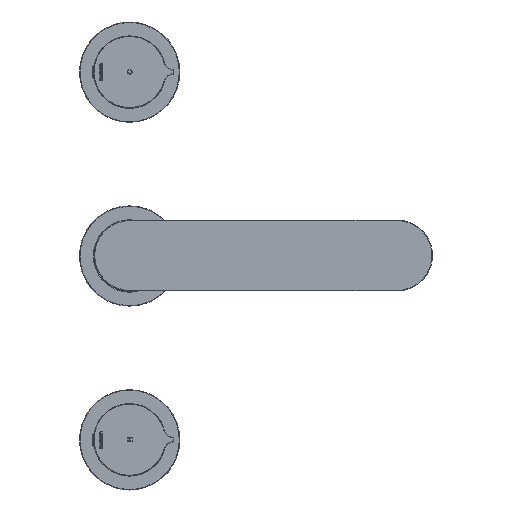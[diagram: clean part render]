
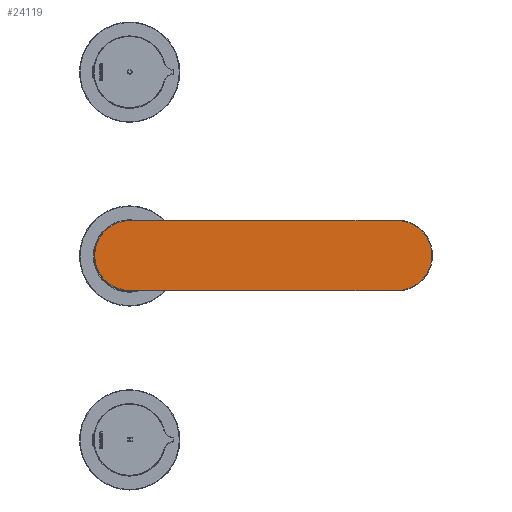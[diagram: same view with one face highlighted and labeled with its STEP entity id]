
A CAD part, top view. The second image highlights one B-rep face of the part: STEP entity #24119.
In plain terms, the highlighted planar face has unit normal (0, 0, 1).
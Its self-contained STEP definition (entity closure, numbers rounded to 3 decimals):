
#120=LINE('',#41393,#2904);
#121=LINE('',#41398,#2905);
#2904=VECTOR('',#29800,1000.);
#2905=VECTOR('',#29803,1000.);
#6062=CIRCLE('',#27913,20.9);
#6063=CIRCLE('',#27914,20.9);
#6496=PLANE('',#27912);
#7841=ORIENTED_EDGE('',*,*,#14769,.T.);
#7842=ORIENTED_EDGE('',*,*,#14770,.T.);
#7843=ORIENTED_EDGE('',*,*,#14771,.T.);
#7844=ORIENTED_EDGE('',*,*,#14772,.T.);
#14769=EDGE_CURVE('',#18247,#18248,#120,.F.);
#14770=EDGE_CURVE('',#18248,#18249,#6062,.F.);
#14771=EDGE_CURVE('',#18249,#18250,#121,.T.);
#14772=EDGE_CURVE('',#18250,#18247,#6063,.F.);
#18247=VERTEX_POINT('',#41394);
#18248=VERTEX_POINT('',#41395);
#18249=VERTEX_POINT('',#41397);
#18250=VERTEX_POINT('',#41399);
#20639=EDGE_LOOP('',(#7841,#7842,#7843,#7844));
#22370=FACE_BOUND('',#20639,.T.);
#24119=ADVANCED_FACE('',(#22370),#6496,.F.);
#27912=AXIS2_PLACEMENT_3D('',#41392,#29798,#29799);
#27913=AXIS2_PLACEMENT_3D('',#41396,#29801,#29802);
#27914=AXIS2_PLACEMENT_3D('',#41400,#29804,#29805);
#29798=DIRECTION('',(0.,0.,-1.));
#29799=DIRECTION('',(-1.,0.,0.));
#29800=DIRECTION('',(-1.,0.,0.));
#29801=DIRECTION('',(0.,0.,-1.));
#29802=DIRECTION('',(-1.,0.,0.));
#29803=DIRECTION('',(-1.,0.,0.));
#29804=DIRECTION('',(0.,0.,-1.));
#29805=DIRECTION('',(-1.,0.,0.));
#41392=CARTESIAN_POINT('',(0.,0.,116.));
#41393=CARTESIAN_POINT('',(160.,-20.9,116.));
#41394=CARTESIAN_POINT('',(0.,-20.9,116.));
#41395=CARTESIAN_POINT('',(160.,-20.9,116.));
#41396=CARTESIAN_POINT('',(160.,0.,116.));
#41397=CARTESIAN_POINT('',(160.,20.9,116.));
#41398=CARTESIAN_POINT('',(0.,20.9,116.));
#41399=CARTESIAN_POINT('',(0.,20.9,116.));
#41400=CARTESIAN_POINT('',(0.,0.,116.));
